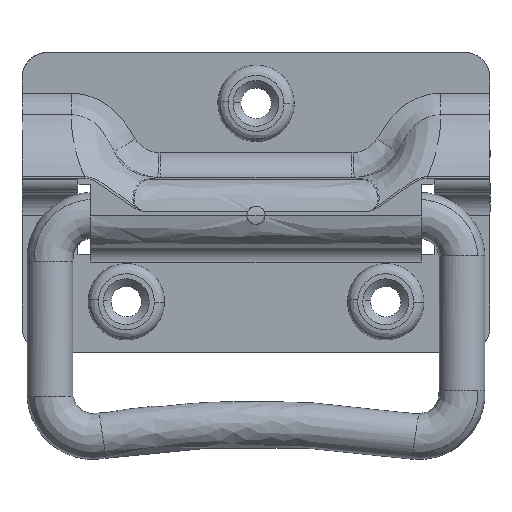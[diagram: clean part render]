
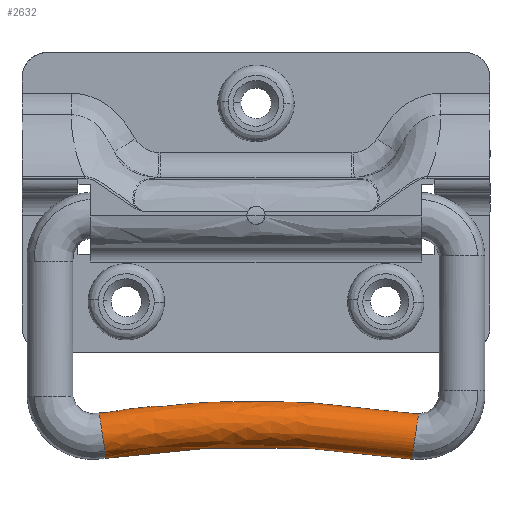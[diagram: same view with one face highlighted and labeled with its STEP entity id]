
A CAD part, front view. The second image highlights one B-rep face of the part: STEP entity #2632.
In plain terms, the highlighted free-form (B-spline) face has degree [3, 3] with [12, 4] control points.
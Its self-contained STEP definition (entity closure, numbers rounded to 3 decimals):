
#2322=CARTESIAN_POINT('',(-29.685,-3.28,-46.362));
#2323=VERTEX_POINT('',#2322);
#2337=CARTESIAN_POINT('',(-30.823,0.,-38.867));
#2338=VERTEX_POINT('',#2337);
#2339=CARTESIAN_POINT('',(-29.685,-3.28,-46.362));
#2340=CARTESIAN_POINT('',(-29.809,-4.053,-45.546));
#2341=CARTESIAN_POINT('',(-29.977,-4.5,-44.434));
#2342=CARTESIAN_POINT('',(-30.324,-4.5,-42.151));
#2343=CARTESIAN_POINT('',(-30.5,-4.015,-40.994));
#2344=CARTESIAN_POINT('',(-30.751,-2.349,-39.347));
#2345=CARTESIAN_POINT('',(-30.823,-1.178,-38.867));
#2346=CARTESIAN_POINT('',(-30.823,0.,-38.867));
#2347=B_SPLINE_CURVE_WITH_KNOTS('',3,(#2339,#2340,#2341,#2342,#2343,#2344,#2345,#2346),.UNSPECIFIED.,.F.,.U.,(4,2,2,4),(0.13,0.25,0.375,0.5),.UNSPECIFIED.);
#2348=EDGE_CURVE('',#2323,#2338,#2347,.T.);
#2350=CARTESIAN_POINT('',(-30.775,1.655,-39.184));
#2351=VERTEX_POINT('',#2350);
#2352=CARTESIAN_POINT('',(-30.823,0.,-38.867));
#2353=CARTESIAN_POINT('',(-30.823,0.565,-38.867));
#2354=CARTESIAN_POINT('',(-30.807,1.129,-38.978));
#2355=CARTESIAN_POINT('',(-30.775,1.655,-39.184));
#2356=B_SPLINE_CURVE_WITH_KNOTS('',3,(#2352,#2353,#2354,#2355),.UNSPECIFIED.,.F.,.U.,(4,4),(0.5,0.56),.UNSPECIFIED.);
#2357=EDGE_CURVE('',#2338,#2351,#2356,.T.);
#2359=CARTESIAN_POINT('',(-29.471,0.,-47.765));
#2360=VERTEX_POINT('',#2359);
#2456=CARTESIAN_POINT('',(-29.471,0.,-47.765));
#2457=CARTESIAN_POINT('',(-29.471,-1.178,-47.765));
#2458=CARTESIAN_POINT('',(-29.544,-2.349,-47.286));
#2459=CARTESIAN_POINT('',(-29.674,-3.215,-46.429));
#2460=CARTESIAN_POINT('',(-29.679,-3.248,-46.396));
#2461=CARTESIAN_POINT('',(-29.685,-3.28,-46.362));
#2462=B_SPLINE_CURVE_WITH_KNOTS('',3,(#2456,#2457,#2458,#2459,#2460,#2461),.UNSPECIFIED.,.F.,.U.,(4,2,4),(0.0,0.125,0.13),.UNSPECIFIED.);
#2463=EDGE_CURVE('',#2360,#2323,#2462,.T.);
#2511=CARTESIAN_POINT('',(31.927,1.655,-39.359));
#2512=VERTEX_POINT('',#2511);
#2513=CARTESIAN_POINT('',(31.927,1.655,-39.359));
#2514=CARTESIAN_POINT('',(11.195,1.655,-36.137));
#2515=CARTESIAN_POINT('',(-10.026,1.655,-36.09));
#2516=CARTESIAN_POINT('',(-30.775,1.655,-39.184));
#2517=B_SPLINE_CURVE_WITH_KNOTS('',3,(#2513,#2514,#2515,#2516),.UNSPECIFIED.,.F.,.U.,(4,4),(0.341,0.659),.UNSPECIFIED.);
#2518=EDGE_CURVE('',#2512,#2351,#2517,.T.);
#2520=CARTESIAN_POINT('',(30.623,0.,-47.94));
#2521=VERTEX_POINT('',#2520);
#2535=CARTESIAN_POINT('',(30.623,0.,-47.94));
#2536=CARTESIAN_POINT('',(10.754,0.,-44.849));
#2537=CARTESIAN_POINT('',(-9.585,0.,-44.802));
#2538=CARTESIAN_POINT('',(-29.471,0.,-47.765));
#2539=B_SPLINE_CURVE_WITH_KNOTS('',3,(#2535,#2536,#2537,#2538),.UNSPECIFIED.,.F.,.U.,(4,4),(0.341,0.659),.UNSPECIFIED.);
#2540=EDGE_CURVE('',#2521,#2360,#2539,.T.);
#2545=CARTESIAN_POINT('',(30.623,0.,-47.94));
#2546=CARTESIAN_POINT('',(30.623,-1.178,-47.94));
#2547=CARTESIAN_POINT('',(30.695,-2.349,-47.46));
#2548=CARTESIAN_POINT('',(30.946,-4.015,-45.813));
#2549=CARTESIAN_POINT('',(31.122,-4.5,-44.656));
#2550=CARTESIAN_POINT('',(31.476,-4.5,-42.326));
#2551=CARTESIAN_POINT('',(31.651,-4.015,-41.169));
#2552=CARTESIAN_POINT('',(31.902,-2.349,-39.522));
#2553=CARTESIAN_POINT('',(31.975,-1.178,-39.042));
#2554=CARTESIAN_POINT('',(31.975,0.565,-39.042));
#2555=CARTESIAN_POINT('',(31.958,1.129,-39.153));
#2556=CARTESIAN_POINT('',(31.927,1.655,-39.359));
#2557=CARTESIAN_POINT('',(10.754,0.,-44.849));
#2558=CARTESIAN_POINT('',(10.754,-1.178,-44.849));
#2559=CARTESIAN_POINT('',(10.778,-2.349,-44.363));
#2560=CARTESIAN_POINT('',(10.863,-4.015,-42.69));
#2561=CARTESIAN_POINT('',(10.923,-4.5,-41.515));
#2562=CARTESIAN_POINT('',(11.042,-4.5,-39.15));
#2563=CARTESIAN_POINT('',(11.102,-4.015,-37.975));
#2564=CARTESIAN_POINT('',(11.187,-2.349,-36.302));
#2565=CARTESIAN_POINT('',(11.211,-1.178,-35.816));
#2566=CARTESIAN_POINT('',(11.211,0.565,-35.816));
#2567=CARTESIAN_POINT('',(11.206,1.129,-35.928));
#2568=CARTESIAN_POINT('',(11.195,1.655,-36.137));
#2569=CARTESIAN_POINT('',(-9.585,0.,-44.802));
#2570=CARTESIAN_POINT('',(-9.585,-1.178,-44.802));
#2571=CARTESIAN_POINT('',(-9.609,-2.349,-44.315));
#2572=CARTESIAN_POINT('',(-9.694,-4.015,-42.643));
#2573=CARTESIAN_POINT('',(-9.754,-4.5,-41.468));
#2574=CARTESIAN_POINT('',(-9.873,-4.5,-39.103));
#2575=CARTESIAN_POINT('',(-9.933,-4.015,-37.928));
#2576=CARTESIAN_POINT('',(-10.017,-2.349,-36.255));
#2577=CARTESIAN_POINT('',(-10.042,-1.178,-35.768));
#2578=CARTESIAN_POINT('',(-10.042,0.565,-35.768));
#2579=CARTESIAN_POINT('',(-10.036,1.129,-35.881));
#2580=CARTESIAN_POINT('',(-10.026,1.655,-36.09));
#2581=CARTESIAN_POINT('',(-29.471,0.,-47.765));
#2582=CARTESIAN_POINT('',(-29.471,-1.178,-47.765));
#2583=CARTESIAN_POINT('',(-29.544,-2.349,-47.286));
#2584=CARTESIAN_POINT('',(-29.795,-4.015,-45.638));
#2585=CARTESIAN_POINT('',(-29.97,-4.5,-44.481));
#2586=CARTESIAN_POINT('',(-30.324,-4.5,-42.151));
#2587=CARTESIAN_POINT('',(-30.5,-4.015,-40.994));
#2588=CARTESIAN_POINT('',(-30.751,-2.349,-39.347));
#2589=CARTESIAN_POINT('',(-30.823,-1.178,-38.867));
#2590=CARTESIAN_POINT('',(-30.823,0.565,-38.867));
#2591=CARTESIAN_POINT('',(-30.807,1.129,-38.978));
#2592=CARTESIAN_POINT('',(-30.775,1.655,-39.184));
#2593=B_SPLINE_SURFACE_WITH_KNOTS('',3,3,((#2545,#2557,#2569,#2581),(#2546,#2558,#2570,#2582),(#2547,#2559,#2571,#2583),(#2548,#2560,#2572,#2584),(#2549,#2561,#2573,#2585),(#2550,#2562,#2574,#2586),(#2551,#2563,#2575,#2587),(#2552,#2564,#2576,#2588),(#2553,#2565,#2577,#2589),(#2554,#2566,#2578,#2590),(#2555,#2567,#2579,#2591),(#2556,#2568,#2580,#2592)),.UNSPECIFIED.,.F.,.F.,.U.,(4,2,2,2,2,4),(4,4),(0.0,3.534,7.069,10.603,14.137,15.834),(0.0,63.027),.UNSPECIFIED.);
#2594=ORIENTED_EDGE('',*,*,#2357,.F.);
#2595=ORIENTED_EDGE('',*,*,#2348,.F.);
#2596=ORIENTED_EDGE('',*,*,#2463,.F.);
#2597=ORIENTED_EDGE('',*,*,#2540,.F.);
#2598=CARTESIAN_POINT('',(30.836,-3.28,-46.536));
#2599=VERTEX_POINT('',#2598);
#2600=CARTESIAN_POINT('',(30.623,0.,-47.94));
#2601=CARTESIAN_POINT('',(30.623,-1.178,-47.94));
#2602=CARTESIAN_POINT('',(30.695,-2.349,-47.46));
#2603=CARTESIAN_POINT('',(30.826,-3.215,-46.604));
#2604=CARTESIAN_POINT('',(30.831,-3.248,-46.57));
#2605=CARTESIAN_POINT('',(30.836,-3.28,-46.536));
#2606=B_SPLINE_CURVE_WITH_KNOTS('',3,(#2600,#2601,#2602,#2603,#2604,#2605),.UNSPECIFIED.,.F.,.U.,(4,2,4),(0.0,0.125,0.13),.UNSPECIFIED.);
#2607=EDGE_CURVE('',#2521,#2599,#2606,.T.);
#2608=ORIENTED_EDGE('',*,*,#2607,.T.);
#2609=CARTESIAN_POINT('',(31.975,0.0,-39.042));
#2610=VERTEX_POINT('',#2609);
#2611=CARTESIAN_POINT('',(30.836,-3.28,-46.536));
#2612=CARTESIAN_POINT('',(30.96,-4.053,-45.721));
#2613=CARTESIAN_POINT('',(31.129,-4.5,-44.609));
#2614=CARTESIAN_POINT('',(31.476,-4.5,-42.326));
#2615=CARTESIAN_POINT('',(31.651,-4.015,-41.169));
#2616=CARTESIAN_POINT('',(31.902,-2.349,-39.522));
#2617=CARTESIAN_POINT('',(31.975,-1.178,-39.042));
#2618=CARTESIAN_POINT('',(31.975,0.0,-39.042));
#2619=B_SPLINE_CURVE_WITH_KNOTS('',3,(#2611,#2612,#2613,#2614,#2615,#2616,#2617,#2618),.UNSPECIFIED.,.F.,.U.,(4,2,2,4),(0.13,0.25,0.375,0.5),.UNSPECIFIED.);
#2620=EDGE_CURVE('',#2599,#2610,#2619,.T.);
#2621=ORIENTED_EDGE('',*,*,#2620,.T.);
#2622=CARTESIAN_POINT('',(31.975,0.0,-39.042));
#2623=CARTESIAN_POINT('',(31.975,0.565,-39.042));
#2624=CARTESIAN_POINT('',(31.958,1.129,-39.153));
#2625=CARTESIAN_POINT('',(31.927,1.655,-39.359));
#2626=B_SPLINE_CURVE_WITH_KNOTS('',3,(#2622,#2623,#2624,#2625),.UNSPECIFIED.,.F.,.U.,(4,4),(0.5,0.56),.UNSPECIFIED.);
#2627=EDGE_CURVE('',#2610,#2512,#2626,.T.);
#2628=ORIENTED_EDGE('',*,*,#2627,.T.);
#2629=ORIENTED_EDGE('',*,*,#2518,.T.);
#2630=EDGE_LOOP('',(#2594,#2595,#2596,#2597,#2608,#2621,#2628,#2629));
#2631=FACE_OUTER_BOUND('',#2630,.T.);
#2632=ADVANCED_FACE('',(#2631),#2593,.T.);
